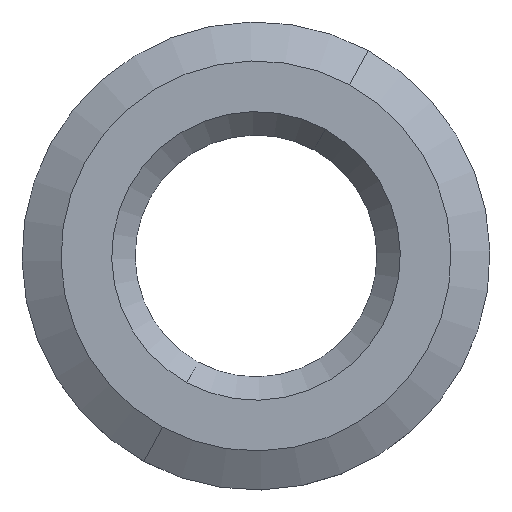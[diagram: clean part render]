
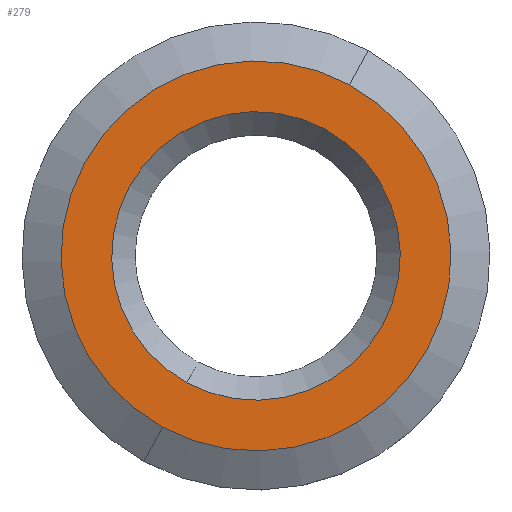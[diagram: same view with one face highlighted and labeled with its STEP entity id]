
A CAD part, top view. The second image highlights one B-rep face of the part: STEP entity #279.
In plain terms, the highlighted planar face has unit normal (0, 0, 1).
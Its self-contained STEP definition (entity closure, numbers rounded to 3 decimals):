
#118=CARTESIAN_POINT('Vertex',(2.397,4.388,1.6)) ;
#121=CARTESIAN_POINT('Axis2P3D Location',(0.,0.,1.6)) ;
#125=CARTESIAN_POINT('Vertex',(-2.397,-4.388,1.6)) ;
#140=CARTESIAN_POINT('Axis2P3D Location',(0.,0.,1.6)) ;
#157=CARTESIAN_POINT('Axis2P3D Location',(0.,0.,1.6)) ;
#161=CARTESIAN_POINT('Vertex',(1.774,3.247,1.6)) ;
#163=CARTESIAN_POINT('Vertex',(-1.774,-3.247,1.6)) ;
#192=CARTESIAN_POINT('Axis2P3D Location',(0.,0.,1.6)) ;
#266=CARTESIAN_POINT('Axis2P3D Location',(0.,3.7,1.6)) ;
#122=DIRECTION('Axis2P3D Direction',(0.,0.,-1.)) ;
#141=DIRECTION('Axis2P3D Direction',(0.,0.,-1.)) ;
#158=DIRECTION('Axis2P3D Direction',(-0.,0.,1.)) ;
#193=DIRECTION('Axis2P3D Direction',(-0.,0.,1.)) ;
#267=DIRECTION('Axis2P3D Direction',(0.,0.,-1.)) ;
#268=DIRECTION('Axis2P3D XDirection',(1.,0.,0.)) ;
#123=AXIS2_PLACEMENT_3D('Circle Axis2P3D',#121,#122,$) ;
#142=AXIS2_PLACEMENT_3D('Circle Axis2P3D',#140,#141,$) ;
#159=AXIS2_PLACEMENT_3D('Circle Axis2P3D',#157,#158,$) ;
#194=AXIS2_PLACEMENT_3D('Circle Axis2P3D',#192,#193,$) ;
#269=AXIS2_PLACEMENT_3D('Plane Axis2P3D',#266,#267,#268) ;
#272=ORIENTED_EDGE('',*,*,#127,.F.) ;
#273=ORIENTED_EDGE('',*,*,#144,.F.) ;
#276=ORIENTED_EDGE('',*,*,#196,.T.) ;
#277=ORIENTED_EDGE('',*,*,#165,.T.) ;
#278=FACE_BOUND('',#275,.T.) ;
#279=ADVANCED_FACE('PartBody',(#274,#278),#270,.F.) ;
#124=CIRCLE('generated circle',#123,5.) ;
#143=CIRCLE('generated circle',#142,5.) ;
#160=CIRCLE('generated circle',#159,3.7) ;
#195=CIRCLE('generated circle',#194,3.7) ;
#127=EDGE_CURVE('',#119,#126,#124,.T.) ;
#144=EDGE_CURVE('',#126,#119,#143,.T.) ;
#165=EDGE_CURVE('',#162,#164,#160,.F.) ;
#196=EDGE_CURVE('',#164,#162,#195,.F.) ;
#271=EDGE_LOOP('',(#272,#273)) ;
#275=EDGE_LOOP('',(#276,#277)) ;
#274=FACE_OUTER_BOUND('',#271,.T.) ;
#270=PLANE('',#269) ;
#119=VERTEX_POINT('',#118) ;
#126=VERTEX_POINT('',#125) ;
#162=VERTEX_POINT('',#161) ;
#164=VERTEX_POINT('',#163) ;
